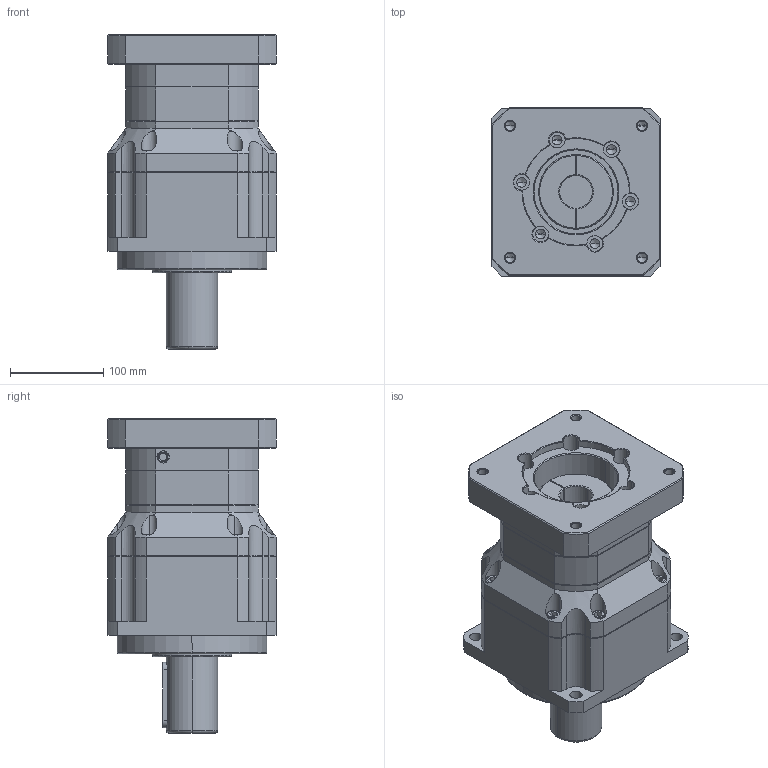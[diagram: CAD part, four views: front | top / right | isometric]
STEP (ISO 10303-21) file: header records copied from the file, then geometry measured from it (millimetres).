
FILE_DESCRIPTION (( 'STEP AP214' ), '1' );
FILE_NAME ('SB1801-L2-35-114.3-200M12.STEP', '2022-01-04T02:27:05', ( 'admin' ), ( '' ), 'SwSTEP 2.0', 'SolidWorks 2013', '' );
FILE_SCHEMA (( 'AUTOMOTIVE_DESIGN' ));
Length unit declared in the file: millimetre
Products named in the file (4): 142_X2_8F9351656CD55170_X0_114.3-200M12; SB180-L2_X2_58F34F537AEF_X0_-35; SB180_X2_8F9351FA7AEF_X0_; SB1801-L2-35-114.3-200M12
Assembly tree (3 placements, depth 2):
  SB1801-L2-35-114.3-200M12
    SB180_X2_8F9351FA7AEF_X0_
    SB180-L2_X2_58F34F537AEF_X0_-35
    142_X2_8F9351656CD55170_X0_114.3-200M12
Bounding box: 180 x 180 x 337 mm (x, y, z)
Volume: 6135170.8 mm3; surface area: 408100.9 mm2
Topology: 3 solids, 3 shells, 556 faces, 1357 edges, 832 vertices
Faces by surface type: plane 213, cylinder 200, cone 118, torus 25
Entity records: 24134 total; most frequent: CARTESIAN_POINT 4811, DIRECTION 2808, ORIENTED_EDGE 2670, EDGE_CURVE 1335, AXIS2_PLACEMENT_3D 1095, VERTEX_POINT 832, EDGE_LOOP 637, VECTOR 618
